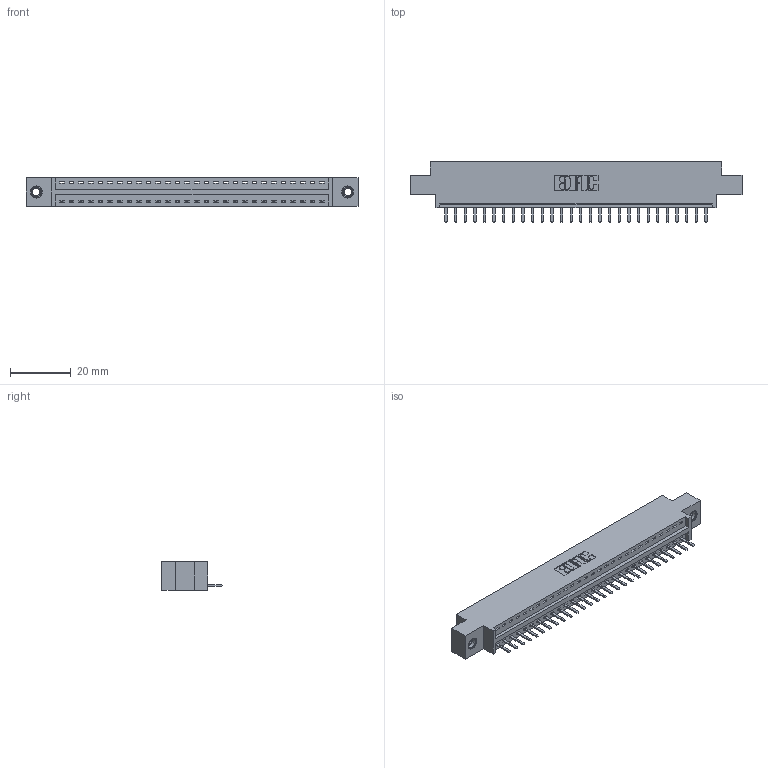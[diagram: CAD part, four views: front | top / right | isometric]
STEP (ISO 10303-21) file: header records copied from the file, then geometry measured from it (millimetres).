
FILE_DESCRIPTION (( 'STEP AP203' ), '1' );
FILE_NAME ('346-028-520-607.STEP', '2018-08-22T00:56:29', ( '' ), ( '' ), 'SwSTEP 2.0', 'SolidWorks 2016', '' );
FILE_SCHEMA (( 'CONFIG_CONTROL_DESIGN' ));
Length unit declared in the file: inch
Products named in the file (4): 346 Part_0.170 Offset - 0.156 Dia-TI; 345-292-001_345-293-120; 345-250-001_345-250-005-103; 346-028-520-607
Assembly tree (31 placements, depth 2):
  346-028-520-607
    346 Part_0.170 Offset - 0.156 Dia-TI
    345-292-001_345-293-120  x28
    345-250-001_345-250-005-103  x2
Bounding box: 109.47 x 20.02 x 9.4 mm (x, y, z)
Volume: 10134 mm3; surface area: 12441.2 mm2
Topology: 31 solids, 31 shells, 1922 faces, 5629 edges, 3670 vertices
Faces by surface type: plane 1288, cylinder 618, cone 12, torus 4
Entity records: 20694 total; most frequent: CARTESIAN_POINT 3547, ORIENTED_EDGE 3490, DIRECTION 3159, EDGE_CURVE 1745, VECTOR 1477, LINE 1477, VERTEX_POINT 1156, AXIS2_PLACEMENT_3D 841
